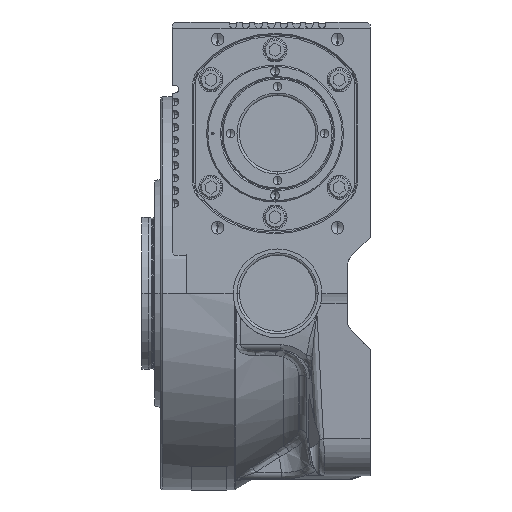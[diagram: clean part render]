
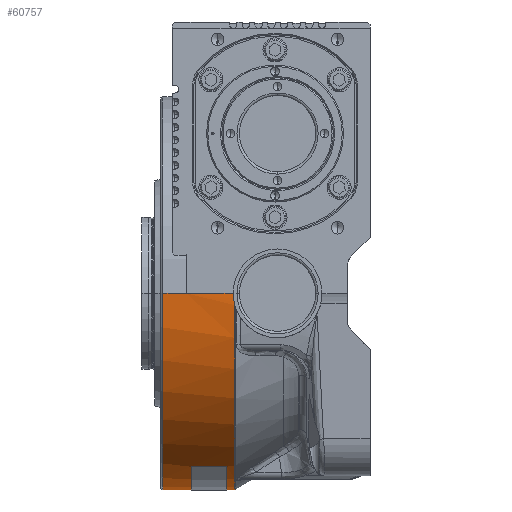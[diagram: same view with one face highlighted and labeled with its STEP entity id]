
A CAD part, left-side view. The second image highlights one B-rep face of the part: STEP entity #60757.
In plain terms, the highlighted cylindrical face has radius 77.5 mm (diameter 155 mm), a partial arc.
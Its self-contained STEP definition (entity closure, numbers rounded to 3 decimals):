
#604 = DIRECTION ( 'NONE',  ( 0., 1., 0. ) ) ;
#1416 = VERTEX_POINT ( 'NONE', #20089 ) ;
#1491 = ORIENTED_EDGE ( 'NONE', *, *, #77991, .F. ) ;
#1818 = CYLINDRICAL_SURFACE ( 'NONE', #23671, 77.5 ) ;
#2615 = CARTESIAN_POINT ( 'NONE',  ( 0., 16., 0. ) ) ;
#2807 = CARTESIAN_POINT ( 'NONE',  ( -77.36, 16.869, -4.656 ) ) ;
#3025 = DIRECTION ( 'NONE',  ( 0., 1., 0. ) ) ;
#3600 = CARTESIAN_POINT ( 'NONE',  ( -77.453, 17.297, -3.105 ) ) ;
#4563 = CARTESIAN_POINT ( 'NONE',  ( 77.5, 45.2, 0. ) ) ;
#5188 = VERTEX_POINT ( 'NONE', #34868 ) ;
#5278 = LINE ( 'NONE', #53772, #9304 ) ;
#5431 = EDGE_CURVE ( 'NONE', #6446, #19055, #75903, .T. ) ;
#5775 = EDGE_CURVE ( 'NONE', #33785, #20519, #24852, .T. ) ;
#6446 = VERTEX_POINT ( 'NONE', #77133 ) ;
#6979 = DIRECTION ( 'NONE',  ( 0., 0., -1. ) ) ;
#7562 = CARTESIAN_POINT ( 'NONE',  ( 77.5, 26., -0.212 ) ) ;
#8417 = AXIS2_PLACEMENT_3D ( 'NONE', #25027, #75181, #6979 ) ;
#8625 = VERTEX_POINT ( 'NONE', #77385 ) ;
#8771 = FACE_OUTER_BOUND ( 'NONE', #65704, .T. ) ;
#9304 = VECTOR ( 'NONE', #30329, 1000. ) ;
#10413 = CIRCLE ( 'NONE', #62922, 77.5 ) ;
#11016 = LINE ( 'NONE', #16748, #70610 ) ;
#11599 = DIRECTION ( 'NONE',  ( 0., 1., 0. ) ) ;
#11706 = EDGE_CURVE ( 'NONE', #5188, #58195, #19690, .T. ) ;
#12650 = DIRECTION ( 'NONE',  ( 0., 0., -1. ) ) ;
#12966 = DIRECTION ( 'NONE',  ( 0., 0., 1. ) ) ;
#14109 = VERTEX_POINT ( 'NONE', #71514 ) ;
#14134 = CARTESIAN_POINT ( 'NONE',  ( 0., 16., 0. ) ) ;
#15207 = ORIENTED_EDGE ( 'NONE', *, *, #31685, .F. ) ;
#15522 = EDGE_CURVE ( 'NONE', #34759, #34681, #59612, .T. ) ;
#16748 = CARTESIAN_POINT ( 'NONE',  ( -77.5, 16., 0. ) ) ;
#17851 = DIRECTION ( 'NONE',  ( 0., 0., -1. ) ) ;
#17937 = VECTOR ( 'NONE', #57174, 1000. ) ;
#18031 = CIRCLE ( 'NONE', #58711, 77.5 ) ;
#18555 = LINE ( 'NONE', #38669, #17937 ) ;
#19055 = VERTEX_POINT ( 'NONE', #47539 ) ;
#19582 = DIRECTION ( 'NONE',  ( 0., 1., 0. ) ) ;
#19690 = CIRCLE ( 'NONE', #40693, 77.5 ) ;
#19806 = CARTESIAN_POINT ( 'NONE',  ( 0., 45.2, 0. ) ) ;
#20089 = CARTESIAN_POINT ( 'NONE',  ( 36.503, 20., -68.365 ) ) ;
#20519 = VERTEX_POINT ( 'NONE', #21510 ) ;
#21466 = FACE_BOUND ( 'NONE', #74251, .T. ) ;
#21510 = CARTESIAN_POINT ( 'NONE',  ( 77.5, 16., 0. ) ) ;
#23671 = AXIS2_PLACEMENT_3D ( 'NONE', #2615, #3025, #40778 ) ;
#24852 = CIRCLE ( 'NONE', #35352, 77.5 ) ;
#25027 = CARTESIAN_POINT ( 'NONE',  ( 0., 45.2, 0. ) ) ;
#26001 = LINE ( 'NONE', #7562, #80796 ) ;
#26513 = ORIENTED_EDGE ( 'NONE', *, *, #47762, .T. ) ;
#27898 = LINE ( 'NONE', #66521, #61304 ) ;
#28294 = DIRECTION ( 'NONE',  ( 0., 1., 0. ) ) ;
#29107 = ORIENTED_EDGE ( 'NONE', *, *, #5775, .F. ) ;
#30045 = CARTESIAN_POINT ( 'NONE',  ( 77.5, 16., -0.212 ) ) ;
#30076 = VECTOR ( 'NONE', #19582, 1000. ) ;
#30329 = DIRECTION ( 'NONE',  ( 0., -1., 0. ) ) ;
#31685 = EDGE_CURVE ( 'NONE', #20519, #32564, #18555, .T. ) ;
#32564 = VERTEX_POINT ( 'NONE', #38879 ) ;
#33785 = VERTEX_POINT ( 'NONE', #30045 ) ;
#33979 = CARTESIAN_POINT ( 'NONE',  ( -77.5, 17.5, 0. ) ) ;
#34422 = ORIENTED_EDGE ( 'NONE', *, *, #66776, .T. ) ;
#34681 = VERTEX_POINT ( 'NONE', #55553 ) ;
#34759 = VERTEX_POINT ( 'NONE', #44425 ) ;
#34868 = CARTESIAN_POINT ( 'NONE',  ( 36.503, 34., -68.365 ) ) ;
#35352 = AXIS2_PLACEMENT_3D ( 'NONE', #14134, #39644, #63488 ) ;
#35803 = ORIENTED_EDGE ( 'NONE', *, *, #57878, .T. ) ;
#37889 = CARTESIAN_POINT ( 'NONE',  ( 0., 16.869, 0. ) ) ;
#38669 = CARTESIAN_POINT ( 'NONE',  ( 77.5, 16., 0. ) ) ;
#38879 = CARTESIAN_POINT ( 'NONE',  ( 77.5, 36., 0. ) ) ;
#39533 = VERTEX_POINT ( 'NONE', #4563 ) ;
#39644 = DIRECTION ( 'NONE',  ( 0., -1., 0. ) ) ;
#40693 = AXIS2_PLACEMENT_3D ( 'NONE', #67739, #80896, #12650 ) ;
#40778 = DIRECTION ( 'NONE',  ( -1., 0., 0. ) ) ;
#43250 = CIRCLE ( 'NONE', #44550, 77.5 ) ;
#44289 = AXIS2_PLACEMENT_3D ( 'NONE', #56545, #62308, #12966 ) ;
#44425 = CARTESIAN_POINT ( 'NONE',  ( -77.5, 45.2, 0. ) ) ;
#44550 = AXIS2_PLACEMENT_3D ( 'NONE', #61856, #55290, #17851 ) ;
#44787 = ORIENTED_EDGE ( 'NONE', *, *, #69749, .T. ) ;
#46148 = EDGE_CURVE ( 'NONE', #33785, #60295, #26001, .T. ) ;
#46760 = ORIENTED_EDGE ( 'NONE', *, *, #58449, .F. ) ;
#47539 = CARTESIAN_POINT ( 'NONE',  ( -77.5, 36., 0. ) ) ;
#47762 = EDGE_CURVE ( 'NONE', #34681, #39533, #18031, .T. ) ;
#49873 = CARTESIAN_POINT ( 'NONE',  ( -36.503, 34., -68.365 ) ) ;
#50948 = CARTESIAN_POINT ( 'NONE',  ( -36.503, 20., -68.365 ) ) ;
#51297 = EDGE_CURVE ( 'NONE', #1416, #70341, #43250, .T. ) ;
#52405 = EDGE_CURVE ( 'NONE', #58195, #70341, #5278, .T. ) ;
#53772 = CARTESIAN_POINT ( 'NONE',  ( -36.503, 34., -68.365 ) ) ;
#55290 = DIRECTION ( 'NONE',  ( 0., 1., 0. ) ) ;
#55553 = CARTESIAN_POINT ( 'NONE',  ( 0., 45.2, -77.5 ) ) ;
#55597 = DIRECTION ( 'NONE',  ( 0., 0., 1. ) ) ;
#55859 = EDGE_CURVE ( 'NONE', #32564, #39533, #27898, .T. ) ;
#56545 = CARTESIAN_POINT ( 'NONE',  ( 0., 16.869, 0. ) ) ;
#56830 = DIRECTION ( 'NONE',  ( 0., -1., 0. ) ) ;
#57174 = DIRECTION ( 'NONE',  ( 0., 1., 0. ) ) ;
#57878 = EDGE_CURVE ( 'NONE', #60295, #14109, #75786, .T. ) ;
#58195 = VERTEX_POINT ( 'NONE', #49873 ) ;
#58449 = EDGE_CURVE ( 'NONE', #5188, #1416, #79790, .T. ) ;
#58711 = AXIS2_PLACEMENT_3D ( 'NONE', #19806, #56830, #75328 ) ;
#59069 = CARTESIAN_POINT ( 'NONE',  ( -77.5, 17.5, -1.533 ) ) ;
#59146 = DIRECTION ( 'NONE',  ( 0., 1., 0. ) ) ;
#59229 = ORIENTED_EDGE ( 'NONE', *, *, #52405, .T. ) ;
#59612 = CIRCLE ( 'NONE', #8417, 77.5 ) ;
#60066 = VECTOR ( 'NONE', #61287, 1000. ) ;
#60295 = VERTEX_POINT ( 'NONE', #64456 ) ;
#60757 = ADVANCED_FACE ( 'NONE', ( #8771, #21466 ), #1818, .T. ) ;
#61287 = DIRECTION ( 'NONE',  ( 0., -1., 0. ) ) ;
#61304 = VECTOR ( 'NONE', #59146, 1000. ) ;
#61395 = B_SPLINE_CURVE_WITH_KNOTS ( 'NONE', 3,
 ( #33979, #59069, #3600, #2807 ),
 .UNSPECIFIED., .F., .F.,
 ( 4, 4 ),
 ( 0., 1. ),
 .UNSPECIFIED. ) ;
#61856 = CARTESIAN_POINT ( 'NONE',  ( 0., 20., 0. ) ) ;
#62308 = DIRECTION ( 'NONE',  ( 0., 1., 0. ) ) ;
#62922 = AXIS2_PLACEMENT_3D ( 'NONE', #37889, #11599, #55597 ) ;
#63488 = DIRECTION ( 'NONE',  ( -1., 0., 0. ) ) ;
#64456 = CARTESIAN_POINT ( 'NONE',  ( 77.5, 16.869, -0.212 ) ) ;
#65018 = ORIENTED_EDGE ( 'NONE', *, *, #5431, .T. ) ;
#65704 = EDGE_LOOP ( 'NONE', ( #67701, #15207, #29107, #77658, #35803, #44787, #1491, #65018, #34422, #69510, #26513 ) ) ;
#66521 = CARTESIAN_POINT ( 'NONE',  ( 77.5, 16., 0. ) ) ;
#66776 = EDGE_CURVE ( 'NONE', #19055, #34759, #11016, .T. ) ;
#67701 = ORIENTED_EDGE ( 'NONE', *, *, #55859, .F. ) ;
#67739 = CARTESIAN_POINT ( 'NONE',  ( 0., 34., 0. ) ) ;
#69334 = CARTESIAN_POINT ( 'NONE',  ( -77.5, 16., 0. ) ) ;
#69510 = ORIENTED_EDGE ( 'NONE', *, *, #15522, .T. ) ;
#69749 = EDGE_CURVE ( 'NONE', #14109, #8625, #10413, .T. ) ;
#70341 = VERTEX_POINT ( 'NONE', #50948 ) ;
#70610 = VECTOR ( 'NONE', #28294, 1000. ) ;
#71514 = CARTESIAN_POINT ( 'NONE',  ( 0., 16.869, -77.5 ) ) ;
#74251 = EDGE_LOOP ( 'NONE', ( #46760, #77525, #59229, #78132 ) ) ;
#75181 = DIRECTION ( 'NONE',  ( 0., -1., 0. ) ) ;
#75328 = DIRECTION ( 'NONE',  ( 0., 0., -1. ) ) ;
#75786 = CIRCLE ( 'NONE', #44289, 77.5 ) ;
#75903 = LINE ( 'NONE', #69334, #30076 ) ;
#77133 = CARTESIAN_POINT ( 'NONE',  ( -77.5, 17.5, 0. ) ) ;
#77385 = CARTESIAN_POINT ( 'NONE',  ( -77.36, 16.869, -4.656 ) ) ;
#77525 = ORIENTED_EDGE ( 'NONE', *, *, #11706, .T. ) ;
#77658 = ORIENTED_EDGE ( 'NONE', *, *, #46148, .T. ) ;
#77991 = EDGE_CURVE ( 'NONE', #6446, #8625, #61395, .T. ) ;
#78132 = ORIENTED_EDGE ( 'NONE', *, *, #51297, .F. ) ;
#79393 = CARTESIAN_POINT ( 'NONE',  ( 36.503, 34., -68.365 ) ) ;
#79790 = LINE ( 'NONE', #79393, #60066 ) ;
#80796 = VECTOR ( 'NONE', #604, 1000. ) ;
#80896 = DIRECTION ( 'NONE',  ( 0., 1., 0. ) ) ;
